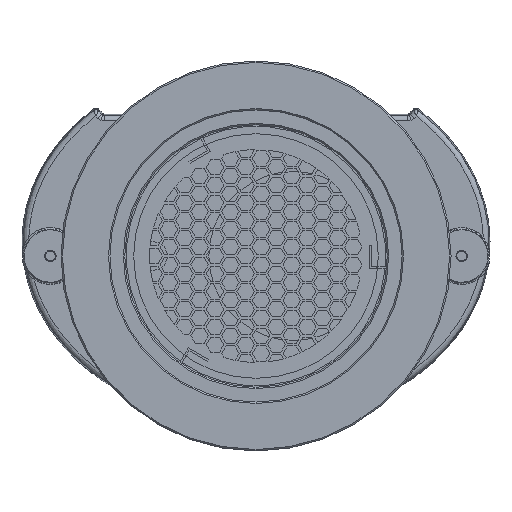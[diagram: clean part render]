
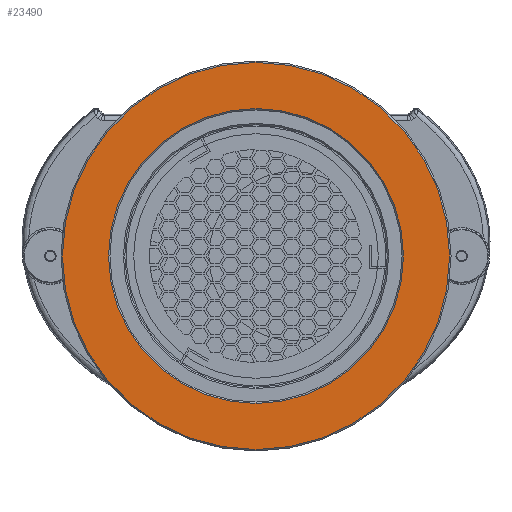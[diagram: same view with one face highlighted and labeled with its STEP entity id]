
A CAD part, front view. The second image highlights one B-rep face of the part: STEP entity #23490.
In plain terms, the highlighted planar face has unit normal (0, -1, 0).
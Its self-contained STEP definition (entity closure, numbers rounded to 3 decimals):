
#37 = DIRECTION ( 'NONE',  ( 0., 1., 0. ) ) ;
#400 = CARTESIAN_POINT ( 'NONE',  ( 0., -130.8, -2. ) ) ;
#1037 = CIRCLE ( 'NONE', #48978, 27.3 ) ;
#2921 = VERTEX_POINT ( 'NONE', #20919 ) ;
#4436 = DIRECTION ( 'NONE',  ( 0., 0., 1. ) ) ;
#4725 = CARTESIAN_POINT ( 'NONE',  ( 0., -130.8, -2. ) ) ;
#8684 = CARTESIAN_POINT ( 'NONE',  ( 0., -130.8, -2. ) ) ;
#8809 = DIRECTION ( 'NONE',  ( 0., 0., 1. ) ) ;
#10078 = CIRCLE ( 'NONE', #19739, 27.3 ) ;
#12088 = ORIENTED_EDGE ( 'NONE', *, *, #20945, .T. ) ;
#12790 = DIRECTION ( 'NONE',  ( 0., 0., 1. ) ) ;
#14976 = CIRCLE ( 'NONE', #20698, 20.8 ) ;
#16891 = ORIENTED_EDGE ( 'NONE', *, *, #35851, .T. ) ;
#18643 = CARTESIAN_POINT ( 'NONE',  ( 0., -130.8, -22.8 ) ) ;
#19618 = CARTESIAN_POINT ( 'NONE',  ( 0., -130.8, -2. ) ) ;
#19739 = AXIS2_PLACEMENT_3D ( 'NONE', #4725, #33511, #8809 ) ;
#20334 = PLANE ( 'NONE',  #43004 ) ;
#20698 = AXIS2_PLACEMENT_3D ( 'NONE', #400, #29074, #4436 ) ;
#20919 = CARTESIAN_POINT ( 'NONE',  ( 0., -130.8, 18.8 ) ) ;
#20945 = EDGE_CURVE ( 'NONE', #28816, #50236, #1037, .T. ) ;
#22083 = ORIENTED_EDGE ( 'NONE', *, *, #35381, .T. ) ;
#23404 = EDGE_CURVE ( 'NONE', #43949, #2921, #26650, .T. ) ;
#23490 = ADVANCED_FACE ( 'NONE', ( #25433, #25684 ), #20334, .F. ) ;
#23800 = DIRECTION ( 'NONE',  ( 0., 0., 1. ) ) ;
#25413 = ORIENTED_EDGE ( 'NONE', *, *, #23404, .T. ) ;
#25433 = FACE_BOUND ( 'NONE', #50001, .T. ) ;
#25684 = FACE_OUTER_BOUND ( 'NONE', #38718, .T. ) ;
#26650 = CIRCLE ( 'NONE', #43311, 20.8 ) ;
#26738 = CARTESIAN_POINT ( 'NONE',  ( 0., -130.8, 25.3 ) ) ;
#28678 = DIRECTION ( 'NONE',  ( 0., 0., 1. ) ) ;
#28816 = VERTEX_POINT ( 'NONE', #45271 ) ;
#29074 = DIRECTION ( 'NONE',  ( 0., 1., 0. ) ) ;
#33511 = DIRECTION ( 'NONE',  ( 0., -1., 0. ) ) ;
#35381 = EDGE_CURVE ( 'NONE', #2921, #43949, #14976, .T. ) ;
#35851 = EDGE_CURVE ( 'NONE', #50236, #28816, #10078, .T. ) ;
#37538 = DIRECTION ( 'NONE',  ( 0., -1., 0. ) ) ;
#38718 = EDGE_LOOP ( 'NONE', ( #16891, #12088 ) ) ;
#43004 = AXIS2_PLACEMENT_3D ( 'NONE', #48952, #37, #28678 ) ;
#43311 = AXIS2_PLACEMENT_3D ( 'NONE', #19618, #48264, #23800 ) ;
#43949 = VERTEX_POINT ( 'NONE', #18643 ) ;
#45271 = CARTESIAN_POINT ( 'NONE',  ( 0., -130.8, -29.3 ) ) ;
#48264 = DIRECTION ( 'NONE',  ( 0., 1., 0. ) ) ;
#48952 = CARTESIAN_POINT ( 'NONE',  ( -27.5, -130.8, -2. ) ) ;
#48978 = AXIS2_PLACEMENT_3D ( 'NONE', #8684, #37538, #12790 ) ;
#50001 = EDGE_LOOP ( 'NONE', ( #25413, #22083 ) ) ;
#50236 = VERTEX_POINT ( 'NONE', #26738 ) ;
